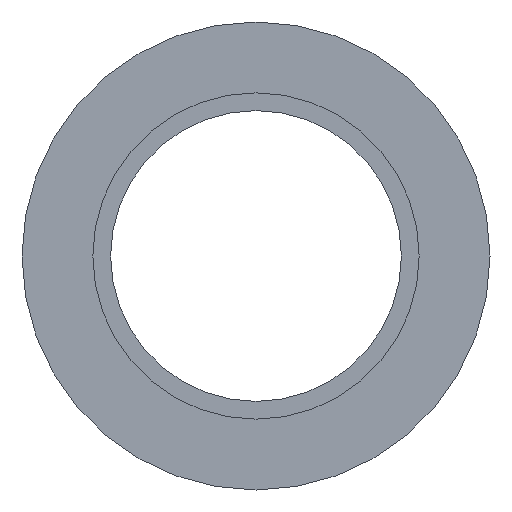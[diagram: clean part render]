
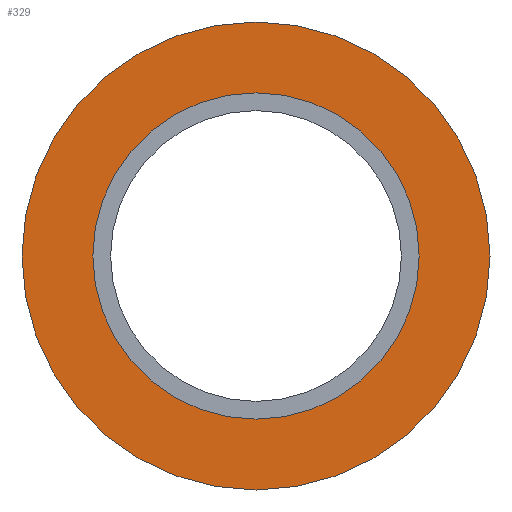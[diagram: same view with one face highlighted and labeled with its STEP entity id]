
A CAD part, front view. The second image highlights one B-rep face of the part: STEP entity #329.
In plain terms, the highlighted planar face has unit normal (0, -1, 0).
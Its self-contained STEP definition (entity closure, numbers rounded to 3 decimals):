
#5 = EDGE_CURVE ( 'NONE', #470, #238, #134, .T. ) ;
#9 = EDGE_CURVE ( 'NONE', #156, #64, #377, .T. ) ;
#22 = CIRCLE ( 'NONE', #396, 26.15 ) ;
#35 = FACE_OUTER_BOUND ( 'NONE', #56, .T. ) ;
#56 = EDGE_LOOP ( 'NONE', ( #310, #369 ) ) ;
#64 = VERTEX_POINT ( 'NONE', #382 ) ;
#65 = CARTESIAN_POINT ( 'NONE',  ( 0., 0., -37.5 ) ) ;
#80 = DIRECTION ( 'NONE',  ( 0., -1., 0. ) ) ;
#95 = ORIENTED_EDGE ( 'NONE', *, *, #303, .F. ) ;
#97 = EDGE_CURVE ( 'NONE', #64, #156, #374, .T. ) ;
#101 = AXIS2_PLACEMENT_3D ( 'NONE', #172, #457, #207 ) ;
#111 = CARTESIAN_POINT ( 'NONE',  ( 0., 0., 0. ) ) ;
#134 = CIRCLE ( 'NONE', #171, 26.15 ) ;
#156 = VERTEX_POINT ( 'NONE', #65 ) ;
#157 = DIRECTION ( 'NONE',  ( 0., -1., 0. ) ) ;
#166 = AXIS2_PLACEMENT_3D ( 'NONE', #251, #157, #213 ) ;
#171 = AXIS2_PLACEMENT_3D ( 'NONE', #111, #80, #463 ) ;
#172 = CARTESIAN_POINT ( 'NONE',  ( 0., 0., 0. ) ) ;
#207 = DIRECTION ( 'NONE',  ( 0., 0., -1. ) ) ;
#213 = DIRECTION ( 'NONE',  ( 0., 0., -1. ) ) ;
#218 = CARTESIAN_POINT ( 'NONE',  ( 0., 0., 26.15 ) ) ;
#223 = CARTESIAN_POINT ( 'NONE',  ( 0., 0., 0. ) ) ;
#225 = FACE_BOUND ( 'NONE', #367, .T. ) ;
#238 = VERTEX_POINT ( 'NONE', #259 ) ;
#251 = CARTESIAN_POINT ( 'NONE',  ( 0., 0., 0. ) ) ;
#252 = AXIS2_PLACEMENT_3D ( 'NONE', #407, #411, #415 ) ;
#259 = CARTESIAN_POINT ( 'NONE',  ( 0., 0., -26.15 ) ) ;
#265 = DIRECTION ( 'NONE',  ( 0., -1., 0. ) ) ;
#298 = PLANE ( 'NONE',  #252 ) ;
#303 = EDGE_CURVE ( 'NONE', #238, #470, #22, .T. ) ;
#310 = ORIENTED_EDGE ( 'NONE', *, *, #9, .T. ) ;
#329 = ADVANCED_FACE ( 'NONE', ( #225, #35 ), #298, .F. ) ;
#343 = DIRECTION ( 'NONE',  ( 0., 0., -1. ) ) ;
#363 = ORIENTED_EDGE ( 'NONE', *, *, #5, .F. ) ;
#367 = EDGE_LOOP ( 'NONE', ( #95, #363 ) ) ;
#369 = ORIENTED_EDGE ( 'NONE', *, *, #97, .T. ) ;
#374 = CIRCLE ( 'NONE', #101, 37.5 ) ;
#377 = CIRCLE ( 'NONE', #166, 37.5 ) ;
#382 = CARTESIAN_POINT ( 'NONE',  ( 0., 0., 37.5 ) ) ;
#396 = AXIS2_PLACEMENT_3D ( 'NONE', #223, #265, #343 ) ;
#407 = CARTESIAN_POINT ( 'NONE',  ( -26.15, 0., 0. ) ) ;
#411 = DIRECTION ( 'NONE',  ( 0., 1., 0. ) ) ;
#415 = DIRECTION ( 'NONE',  ( 0., 0., 1. ) ) ;
#457 = DIRECTION ( 'NONE',  ( 0., -1., 0. ) ) ;
#463 = DIRECTION ( 'NONE',  ( 0., 0., -1. ) ) ;
#470 = VERTEX_POINT ( 'NONE', #218 ) ;
